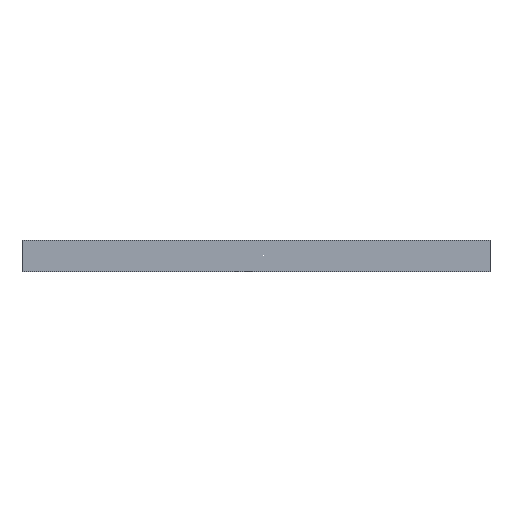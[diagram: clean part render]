
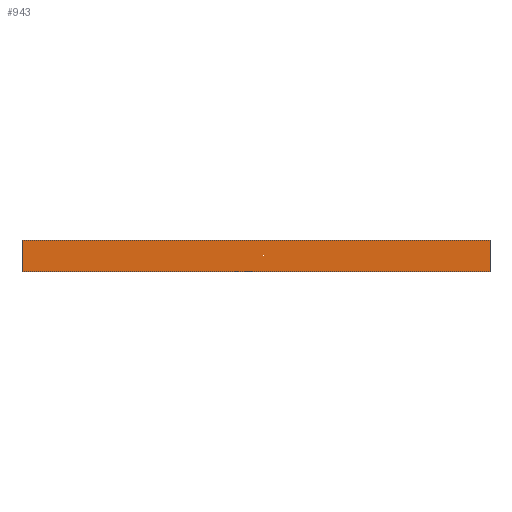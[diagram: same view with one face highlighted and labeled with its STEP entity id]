
A CAD part, front view. The second image highlights one B-rep face of the part: STEP entity #943.
In plain terms, the highlighted planar face has unit normal (0, -1, 0).
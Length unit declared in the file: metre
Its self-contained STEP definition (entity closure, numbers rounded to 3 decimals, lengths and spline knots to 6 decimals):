
#158=ORIENTED_EDGE('',*,*,#363,.T.);
#159=ORIENTED_EDGE('',*,*,#364,.F.);
#160=ORIENTED_EDGE('',*,*,#365,.F.);
#161=ORIENTED_EDGE('',*,*,#361,.T.);
#361=EDGE_CURVE('',#463,#462,#559,.T.);
#363=EDGE_CURVE('',#462,#464,#561,.T.);
#364=EDGE_CURVE('',#465,#464,#562,.T.);
#365=EDGE_CURVE('',#463,#465,#563,.T.);
#462=VERTEX_POINT('',#1458);
#463=VERTEX_POINT('',#1460);
#464=VERTEX_POINT('',#1464);
#465=VERTEX_POINT('',#1466);
#559=LINE('',#1459,#579);
#561=LINE('',#1463,#581);
#562=LINE('',#1465,#582);
#563=LINE('',#1467,#583);
#579=VECTOR('',#1164,1.);
#581=VECTOR('',#1168,1.);
#582=VECTOR('',#1169,1.);
#583=VECTOR('',#1170,1.);
#591=EDGE_LOOP('',(#158,#159,#160,#161));
#763=FACE_BOUND('',#591,.T.);
#934=PLANE('',#1008);
#943=ADVANCED_FACE('',(#763),#934,.F.);
#1008=AXIS2_PLACEMENT_3D('',#1462,#1166,#1167);
#1164=DIRECTION('',(0.,0.,-1.));
#1166=DIRECTION('',(0.,1.,0.));
#1167=DIRECTION('',(0.,0.,1.));
#1168=DIRECTION('',(1.,0.,0.));
#1169=DIRECTION('',(0.,0.,-1.));
#1170=DIRECTION('',(1.,0.,0.));
#1458=CARTESIAN_POINT('',(-0.097627,-0.21771,0.));
#1459=CARTESIAN_POINT('',(-0.097627,-0.21771,0.0127));
#1460=CARTESIAN_POINT('',(-0.097627,-0.21771,0.0127));
#1462=CARTESIAN_POINT('',(-0.002377,-0.21771,0.0127));
#1463=CARTESIAN_POINT('',(-0.002377,-0.21771,0.));
#1464=CARTESIAN_POINT('',(0.092873,-0.21771,0.));
#1465=CARTESIAN_POINT('',(0.092873,-0.21771,0.0127));
#1466=CARTESIAN_POINT('',(0.092873,-0.21771,0.0127));
#1467=CARTESIAN_POINT('',(-0.002377,-0.21771,0.0127));
